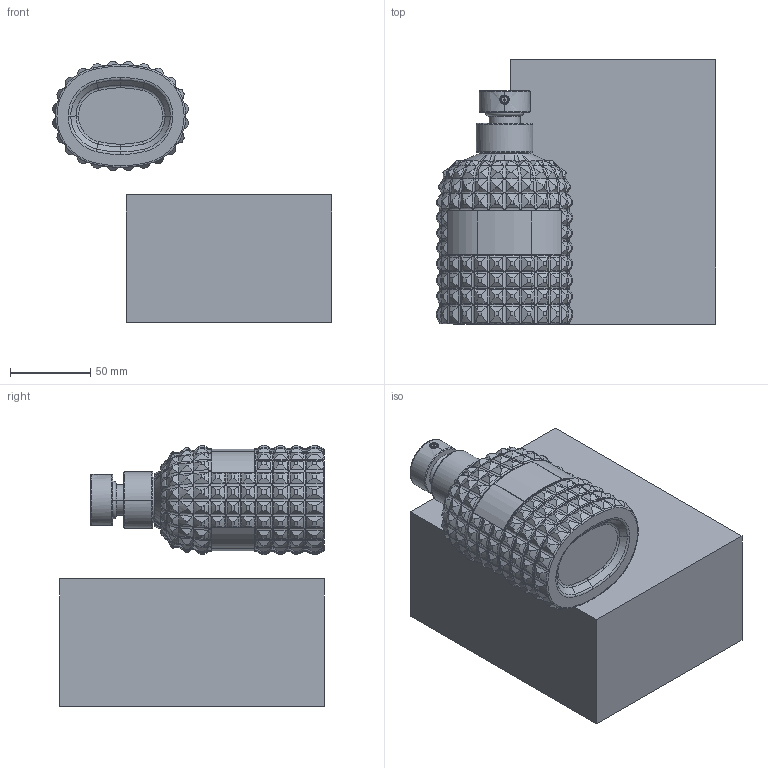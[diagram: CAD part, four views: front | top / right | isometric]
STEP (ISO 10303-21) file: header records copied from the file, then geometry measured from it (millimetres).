
FILE_DESCRIPTION(('FreeCAD Model'),'2;1');
FILE_NAME('Open CASCADE Shape Model','2025-05-04T04:22:41',('FreeCAD'),( 'FreeCAD'),'Open CASCADE STEP processor 7.6','FreeCAD','Unknown');
FILE_SCHEMA(('AUTOMOTIVE_DESIGN { 1 0 10303 214 1 1 1 1 }'));
Products named in the file (1): Open CASCADE STEP translator 7.6 1
Bounding box: 174.04 x 164.87 x 162.82 mm (x, y, z)
Volume: 2119371.2 mm3; surface area: 180584.3 mm2
Topology: 9 solids, 9 shells, 1691 faces, 4633 edges, 2948 vertices
Faces by surface type: bspline 1691
Entity records: 117203 total; most frequent: CARTESIAN_POINT 90918, ORIENTED_EDGE 9234, EDGE_CURVE 4617, B_SPLINE_CURVE_WITH_KNOTS 3591, VERTEX_POINT 2948, FACE_BOUND 1697, EDGE_LOOP 1697, ADVANCED_FACE 1691
